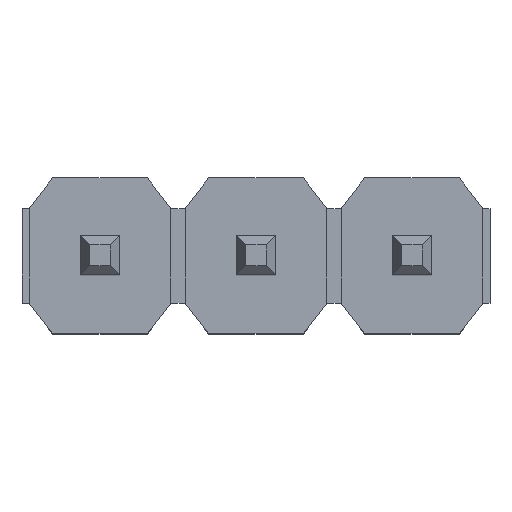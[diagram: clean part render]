
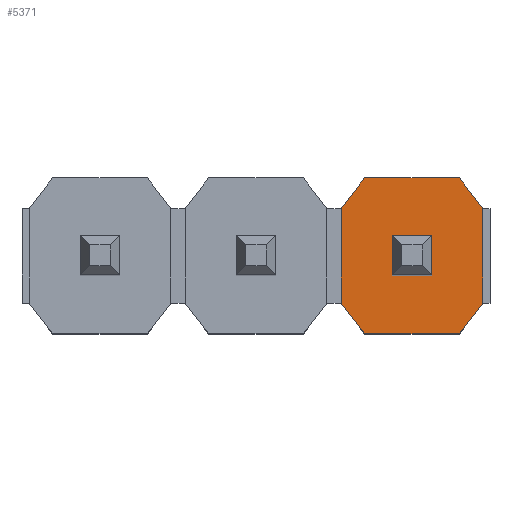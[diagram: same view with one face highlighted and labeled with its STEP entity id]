
A CAD part, top view. The second image highlights one B-rep face of the part: STEP entity #5371.
In plain terms, the highlighted planar face has unit normal (0, 0, 1).
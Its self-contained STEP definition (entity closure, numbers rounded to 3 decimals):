
#5073 = VERTEX_POINT('',#5074);
#5074 = CARTESIAN_POINT('',(2.22,-0.32,2.57));
#5080 = EDGE_CURVE('',#5081,#5073,#5083,.T.);
#5081 = VERTEX_POINT('',#5082);
#5082 = CARTESIAN_POINT('',(2.86,-0.32,2.57));
#5083 = LINE('',#5084,#5085);
#5084 = CARTESIAN_POINT('',(2.22,-0.32,2.57));
#5085 = VECTOR('',#5086,1.);
#5086 = DIRECTION('',(-1.,0.,-0.));
#5353 = VERTEX_POINT('',#5354);
#5354 = CARTESIAN_POINT('',(2.22,0.32,2.57));
#5360 = EDGE_CURVE('',#5073,#5353,#5361,.T.);
#5361 = LINE('',#5362,#5363);
#5362 = CARTESIAN_POINT('',(2.22,0.3,2.57));
#5363 = VECTOR('',#5364,1.);
#5364 = DIRECTION('',(0.,1.,0.));
#5371 = ADVANCED_FACE('',(#5372,#5438),#5456,.T.);
#5372 = FACE_BOUND('',#5373,.T.);
#5373 = EDGE_LOOP('',(#5374,#5384,#5392,#5400,#5408,#5416,#5424,#5432));
#5374 = ORIENTED_EDGE('',*,*,#5375,.T.);
#5375 = EDGE_CURVE('',#5376,#5378,#5380,.T.);
#5376 = VERTEX_POINT('',#5377);
#5377 = CARTESIAN_POINT('',(1.77,-1.27,2.57));
#5378 = VERTEX_POINT('',#5379);
#5379 = CARTESIAN_POINT('',(3.31,-1.27,2.57));
#5380 = LINE('',#5381,#5382);
#5381 = CARTESIAN_POINT('',(3.81,-1.27,2.57));
#5382 = VECTOR('',#5383,1.);
#5383 = DIRECTION('',(1.,0.,0.));
#5384 = ORIENTED_EDGE('',*,*,#5385,.T.);
#5385 = EDGE_CURVE('',#5378,#5386,#5388,.T.);
#5386 = VERTEX_POINT('',#5387);
#5387 = CARTESIAN_POINT('',(3.693,-0.77,2.57));
#5388 = LINE('',#5389,#5390);
#5389 = CARTESIAN_POINT('',(3.31,-1.27,2.57));
#5390 = VECTOR('',#5391,1.);
#5391 = DIRECTION('',(0.609,0.793,0.));
#5392 = ORIENTED_EDGE('',*,*,#5393,.T.);
#5393 = EDGE_CURVE('',#5386,#5394,#5396,.T.);
#5394 = VERTEX_POINT('',#5395);
#5395 = CARTESIAN_POINT('',(3.693,0.77,2.57));
#5396 = LINE('',#5397,#5398);
#5397 = CARTESIAN_POINT('',(3.693,1.23,2.57));
#5398 = VECTOR('',#5399,1.);
#5399 = DIRECTION('',(0.,1.,0.));
#5400 = ORIENTED_EDGE('',*,*,#5401,.T.);
#5401 = EDGE_CURVE('',#5394,#5402,#5404,.T.);
#5402 = VERTEX_POINT('',#5403);
#5403 = CARTESIAN_POINT('',(3.31,1.27,2.57));
#5404 = LINE('',#5405,#5406);
#5405 = CARTESIAN_POINT('',(3.31,1.27,2.57));
#5406 = VECTOR('',#5407,1.);
#5407 = DIRECTION('',(-0.609,0.793,0.));
#5408 = ORIENTED_EDGE('',*,*,#5409,.F.);
#5409 = EDGE_CURVE('',#5410,#5402,#5412,.T.);
#5410 = VERTEX_POINT('',#5411);
#5411 = CARTESIAN_POINT('',(1.77,1.27,2.57));
#5412 = LINE('',#5413,#5414);
#5413 = CARTESIAN_POINT('',(3.81,1.27,2.57));
#5414 = VECTOR('',#5415,1.);
#5415 = DIRECTION('',(1.,0.,0.));
#5416 = ORIENTED_EDGE('',*,*,#5417,.T.);
#5417 = EDGE_CURVE('',#5410,#5418,#5420,.T.);
#5418 = VERTEX_POINT('',#5419);
#5419 = CARTESIAN_POINT('',(1.386,0.77,2.57));
#5420 = LINE('',#5421,#5422);
#5421 = CARTESIAN_POINT('',(1.77,1.27,2.57));
#5422 = VECTOR('',#5423,1.);
#5423 = DIRECTION('',(-0.609,-0.793,-0.));
#5424 = ORIENTED_EDGE('',*,*,#5425,.T.);
#5425 = EDGE_CURVE('',#5418,#5426,#5428,.T.);
#5426 = VERTEX_POINT('',#5427);
#5427 = CARTESIAN_POINT('',(1.386,-0.77,2.57));
#5428 = LINE('',#5429,#5430);
#5429 = CARTESIAN_POINT('',(1.386,1.23,2.57));
#5430 = VECTOR('',#5431,1.);
#5431 = DIRECTION('',(0.,-1.,0.));
#5432 = ORIENTED_EDGE('',*,*,#5433,.T.);
#5433 = EDGE_CURVE('',#5426,#5376,#5434,.T.);
#5434 = LINE('',#5435,#5436);
#5435 = CARTESIAN_POINT('',(1.77,-1.27,2.57));
#5436 = VECTOR('',#5437,1.);
#5437 = DIRECTION('',(0.609,-0.793,0.));
#5438 = FACE_BOUND('',#5439,.T.);
#5439 = EDGE_LOOP('',(#5440,#5441,#5449,#5455));
#5440 = ORIENTED_EDGE('',*,*,#5360,.T.);
#5441 = ORIENTED_EDGE('',*,*,#5442,.T.);
#5442 = EDGE_CURVE('',#5353,#5443,#5445,.T.);
#5443 = VERTEX_POINT('',#5444);
#5444 = CARTESIAN_POINT('',(2.86,0.32,2.57));
#5445 = LINE('',#5446,#5447);
#5446 = CARTESIAN_POINT('',(3.81,0.32,2.57));
#5447 = VECTOR('',#5448,1.);
#5448 = DIRECTION('',(1.,0.,0.));
#5449 = ORIENTED_EDGE('',*,*,#5450,.T.);
#5450 = EDGE_CURVE('',#5443,#5081,#5451,.T.);
#5451 = LINE('',#5452,#5453);
#5452 = CARTESIAN_POINT('',(2.86,1.23,2.57));
#5453 = VECTOR('',#5454,1.);
#5454 = DIRECTION('',(0.,-1.,0.));
#5455 = ORIENTED_EDGE('',*,*,#5080,.T.);
#5456 = PLANE('',#5457);
#5457 = AXIS2_PLACEMENT_3D('',#5458,#5459,#5460);
#5458 = CARTESIAN_POINT('',(3.81,1.23,2.57));
#5459 = DIRECTION('',(0.,0.,1.));
#5460 = DIRECTION('',(0.,-1.,0.));
